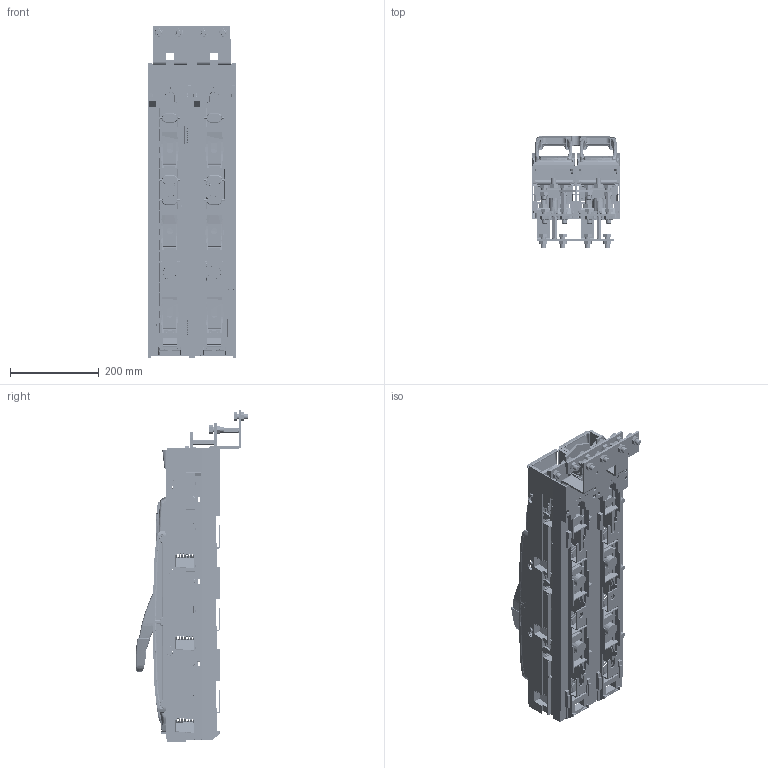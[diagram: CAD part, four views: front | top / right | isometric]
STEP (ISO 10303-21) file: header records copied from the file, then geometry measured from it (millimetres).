
FILE_DESCRIPTION((''),'2;1');
FILE_NAME('PRT0013','2022-08-10T15:48:09',('XYS'),(''),'CREO PARAMETRIC BY PTC INC, 2016390','CREO PARAMETRIC BY PTC INC, 2016390','');
FILE_SCHEMA(('CONFIG_CONTROL_DESIGN'));
Products named in the file (1): PRT0013
Bounding box: 199.04 x 252.77 x 746.39 mm (x, y, z)
Surface area: 1341369.4 mm2 (no closed solid volume)
Topology: 0 solids, 144 shells, 5321 faces, 24573 edges, 18964 vertices
Faces by surface type: plane 2794, cylinder 1089, bspline 844, cone 298, torus 204, extrusion 74, sphere 18
Entity records: 300727 total; most frequent: CARTESIAN_POINT 123238, ORIENTED_EDGE 37071, DIRECTION 28596, EDGE_CURVE 24559, VERTEX_POINT 18964, VECTOR 14326, LINE 14252, B_SPLINE_CURVE_WITH_KNOTS 7649
